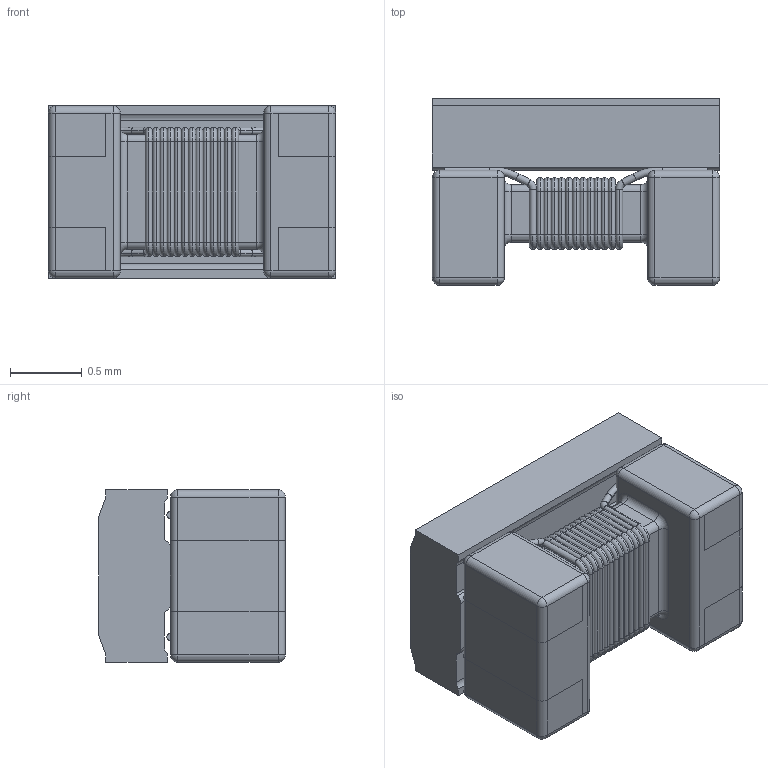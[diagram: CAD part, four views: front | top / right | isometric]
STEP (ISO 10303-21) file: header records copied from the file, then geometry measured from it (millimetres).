
FILE_DESCRIPTION (( 'STEP AP214' ), '1' );
FILE_NAME ('ACM2012-201-2P-T002.STEP', '2019-02-09T07:31:42', ( '' ), ( '' ), 'SwSTEP 2.0', 'SolidWorks 2017', '' );
FILE_SCHEMA (( 'AUTOMOTIVE_DESIGN' ));
Length unit declared in the file: millimetre
Products named in the file (1): ACM2012-201-2P-T002
Bounding box: 2 x 1.3 x 1.2 mm (x, y, z)
Volume: 2.5 mm3; surface area: 25.5 mm2
Topology: 18 solids, 18 shells, 446 faces, 1020 edges, 570 vertices
Faces by surface type: cylinder 204, torus 120, plane 106, sphere 16
Entity records: 12529 total; most frequent: DIRECTION 2428, CARTESIAN_POINT 2021, ORIENTED_EDGE 2008, EDGE_CURVE 1004, AXIS2_PLACEMENT_3D 977, VERTEX_POINT 570, CIRCLE 530, VECTOR 474
